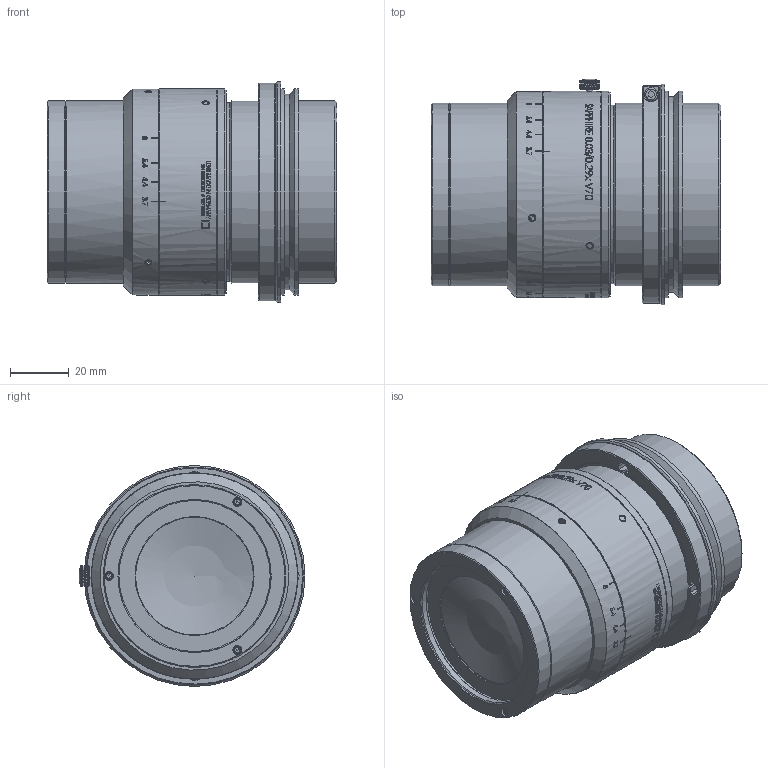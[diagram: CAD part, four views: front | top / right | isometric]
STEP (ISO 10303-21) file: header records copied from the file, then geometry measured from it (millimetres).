
FILE_DESCRIPTION(/* description */ (''),/* implementation_level */ '2;1');
FILE_NAME(/* name */ '1071818_00166109_002.stp',/* time_stamp */ '2022-08-30T08:14:22+02:00',/* author */ (''),/* organization */ (''),/* preprocessor_version */ 'ST-DEVELOPER v16',/* originating_system */ 'SIEMENS PLM Software NX 10.0',/* authorisation */ '');
FILE_SCHEMA (('AP203_CONFIGURATION_CONTROLLED_3D_DESIGN_OF_MECHANICAL_PARTS_AND_ASSEMBLIES_MIM_LF { 1 0 10303 403 2 1 2}'));
Length unit declared in the file: millimetre
Products named in the file (1): Froe4CE81B50ewrx
Bounding box: 98.33 x 76.72 x 75 mm (x, y, z)
Volume: 312349.5 mm3; surface area: 44388.9 mm2
Topology: 1 solids, 3 shells, 521 faces, 1792 edges, 1463 vertices
Faces by surface type: cylinder 238, plane 226, cone 47, torus 7, sphere 3
Full cylindrical faces by diameter (mm): 2 x1, 2.05 x4, 2.5 x1, 2.8 x1, 3 x3, 4.5 x1, 39.5 x1, 40 x1, 40.934 x1, 45.5 x1, 46.2 x2, 49.4 x1, 50 x1, 51.3 x1, 52 x2, 53.5 x1, 54.4 x1, 54.9 x1, 56.2 x1, 60.7 x1, 62 x4, 62.1 x1, 63.6 x1, 66.4 x1, 70 x7, 75 x1
Entity records: 22452 total; most frequent: CARTESIAN_POINT 8456, ORIENTED_EDGE 3299, DIRECTION 1996, EDGE_CURVE 1668, VERTEX_POINT 1426, B_SPLINE_CURVE_WITH_KNOTS 961, EDGE_LOOP 820, AXIS2_PLACEMENT_3D 805
